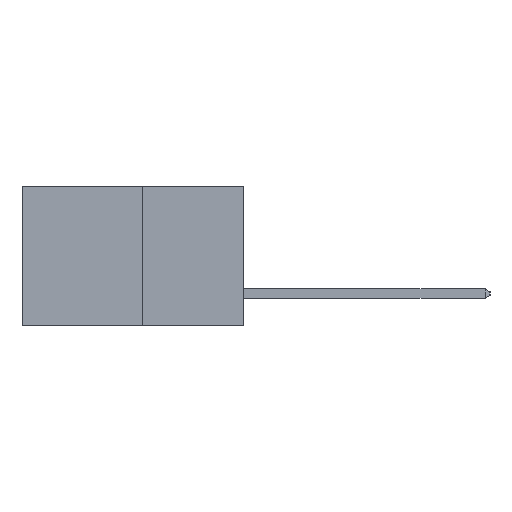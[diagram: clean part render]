
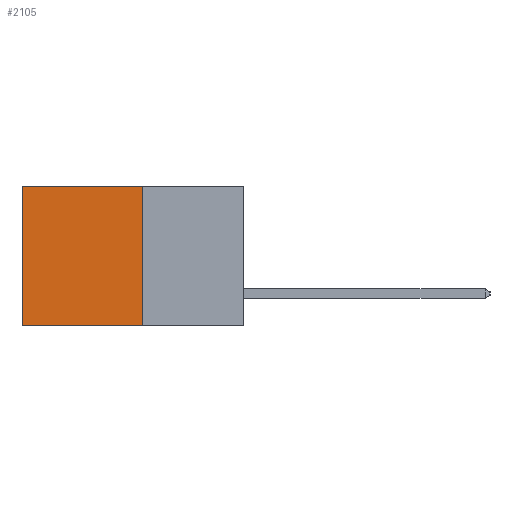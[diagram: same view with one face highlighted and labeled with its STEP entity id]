
A CAD part, left-side view. The second image highlights one B-rep face of the part: STEP entity #2105.
In plain terms, the highlighted planar face has unit normal (-1, 0, 0).
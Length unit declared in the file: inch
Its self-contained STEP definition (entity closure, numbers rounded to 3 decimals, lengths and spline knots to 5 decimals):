
#1536 = DIRECTION ( 'NONE',  ( 0., 0., -1. ) ) ;
#1758 = VERTEX_POINT ( 'NONE', #4512 ) ;
#1985 = EDGE_CURVE ( 'NONE', #4526, #5063, #5123, .T. ) ;
#2105 = ADVANCED_FACE ( 'NONE', ( #6051 ), #9629, .F. ) ;
#2363 = CARTESIAN_POINT ( 'NONE',  ( 0.277, 0.27, -0.37 ) ) ;
#2682 = EDGE_CURVE ( 'NONE', #4790, #4526, #9166, .T. ) ;
#2749 = VECTOR ( 'NONE', #5642, 39.37008 ) ;
#2781 = DIRECTION ( 'NONE',  ( 0., 1., 0. ) ) ;
#3059 = VECTOR ( 'NONE', #2781, 39.37008 ) ;
#4510 = CARTESIAN_POINT ( 'NONE',  ( 0.277, 0.59, 0. ) ) ;
#4512 = CARTESIAN_POINT ( 'NONE',  ( 0.277, 0.27, -0.37 ) ) ;
#4526 = VERTEX_POINT ( 'NONE', #4510 ) ;
#4750 = EDGE_LOOP ( 'NONE', ( #7271, #7373, #7179, #7233 ) ) ;
#4790 = VERTEX_POINT ( 'NONE', #10366 ) ;
#5063 = VERTEX_POINT ( 'NONE', #6881 ) ;
#5123 = LINE ( 'NONE', #10277, #5397 ) ;
#5302 = LINE ( 'NONE', #6114, #3059 ) ;
#5397 = VECTOR ( 'NONE', #10258, 39.37008 ) ;
#5642 = DIRECTION ( 'NONE',  ( 0., 1., 0. ) ) ;
#5664 = CARTESIAN_POINT ( 'NONE',  ( 0.277, 0.27, 0. ) ) ;
#6051 = FACE_OUTER_BOUND ( 'NONE', #4750, .T. ) ;
#6114 = CARTESIAN_POINT ( 'NONE',  ( 0.277, 0.27, -0.37 ) ) ;
#6881 = CARTESIAN_POINT ( 'NONE',  ( 0.277, 0.59, -0.37 ) ) ;
#7179 = ORIENTED_EDGE ( 'NONE', *, *, #8996, .F. ) ;
#7233 = ORIENTED_EDGE ( 'NONE', *, *, #2682, .T. ) ;
#7271 = ORIENTED_EDGE ( 'NONE', *, *, #1985, .T. ) ;
#7373 = ORIENTED_EDGE ( 'NONE', *, *, #9874, .F. ) ;
#7635 = VECTOR ( 'NONE', #1536, 39.37008 ) ;
#7874 = LINE ( 'NONE', #2363, #7635 ) ;
#8725 = AXIS2_PLACEMENT_3D ( 'NONE', #9765, #9599, #9590 ) ;
#8996 = EDGE_CURVE ( 'NONE', #4790, #1758, #7874, .T. ) ;
#9166 = LINE ( 'NONE', #5664, #2749 ) ;
#9590 = DIRECTION ( 'NONE',  ( 0., 0., -1. ) ) ;
#9599 = DIRECTION ( 'NONE',  ( 1., 0., 0. ) ) ;
#9629 = PLANE ( 'NONE',  #8725 ) ;
#9765 = CARTESIAN_POINT ( 'NONE',  ( 0.277, 0.27, -0.37 ) ) ;
#9874 = EDGE_CURVE ( 'NONE', #1758, #5063, #5302, .T. ) ;
#10258 = DIRECTION ( 'NONE',  ( 0., 0., -1. ) ) ;
#10277 = CARTESIAN_POINT ( 'NONE',  ( 0.277, 0.59, -0.37 ) ) ;
#10366 = CARTESIAN_POINT ( 'NONE',  ( 0.277, 0.27, 0. ) ) ;
